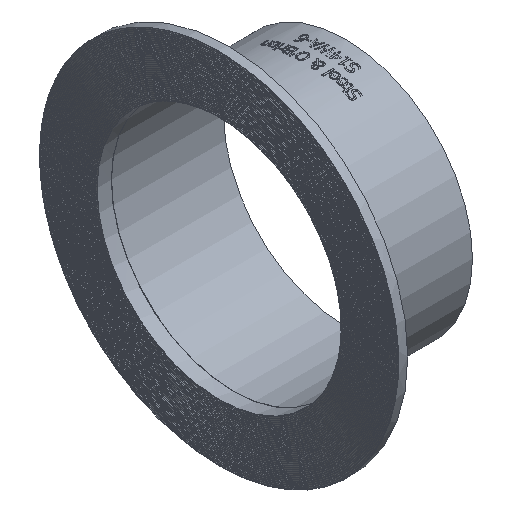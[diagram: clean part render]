
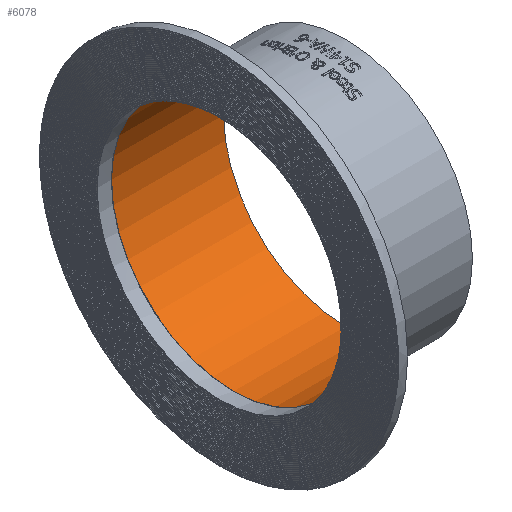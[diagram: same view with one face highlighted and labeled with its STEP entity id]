
A CAD part, isometric view. The second image highlights one B-rep face of the part: STEP entity #6078.
In plain terms, the highlighted cylindrical face has radius 73.431 mm (diameter 146.863 mm), a full revolution.
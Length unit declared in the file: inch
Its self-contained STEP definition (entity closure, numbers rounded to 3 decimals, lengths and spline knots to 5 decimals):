
#253=FACE_BOUND('',#1419,.T.);
#1047=FACE_OUTER_BOUND('',#1418,.T.);
#1418=EDGE_LOOP('',(#5630));
#1419=EDGE_LOOP('',(#5631));
#1573=CIRCLE('',#6443,2.891);
#1574=CIRCLE('',#6444,2.891);
#2962=VERTEX_POINT('',#13255);
#2963=VERTEX_POINT('',#13257);
#3857=EDGE_CURVE('',#2962,#2962,#1573,.T.);
#3858=EDGE_CURVE('',#2963,#2963,#1574,.T.);
#5630=ORIENTED_EDGE('',*,*,#3857,.F.);
#5631=ORIENTED_EDGE('',*,*,#3858,.F.);
#5701=CYLINDRICAL_SURFACE('',#6442,2.891);
#6078=ADVANCED_FACE('',(#1047,#253),#5701,.F.);
#6442=AXIS2_PLACEMENT_3D('',#13254,#7557,#7558);
#6443=AXIS2_PLACEMENT_3D('',#13256,#7559,#7560);
#6444=AXIS2_PLACEMENT_3D('',#13258,#7561,#7562);
#7557=DIRECTION('center_axis',(1.,0.,0.));
#7558=DIRECTION('ref_axis',(0.,0.,1.));
#7559=DIRECTION('center_axis',(-1.,0.,0.));
#7560=DIRECTION('ref_axis',(0.,0.,1.));
#7561=DIRECTION('center_axis',(1.,0.,0.));
#7562=DIRECTION('ref_axis',(0.,0.,1.));
#13254=CARTESIAN_POINT('Origin',(0.345,0.,0.));
#13255=CARTESIAN_POINT('',(3.,0.,-2.891));
#13256=CARTESIAN_POINT('Origin',(3.,0.,0.));
#13257=CARTESIAN_POINT('',(0.345,0.,-2.891));
#13258=CARTESIAN_POINT('Origin',(0.345,0.,0.));
